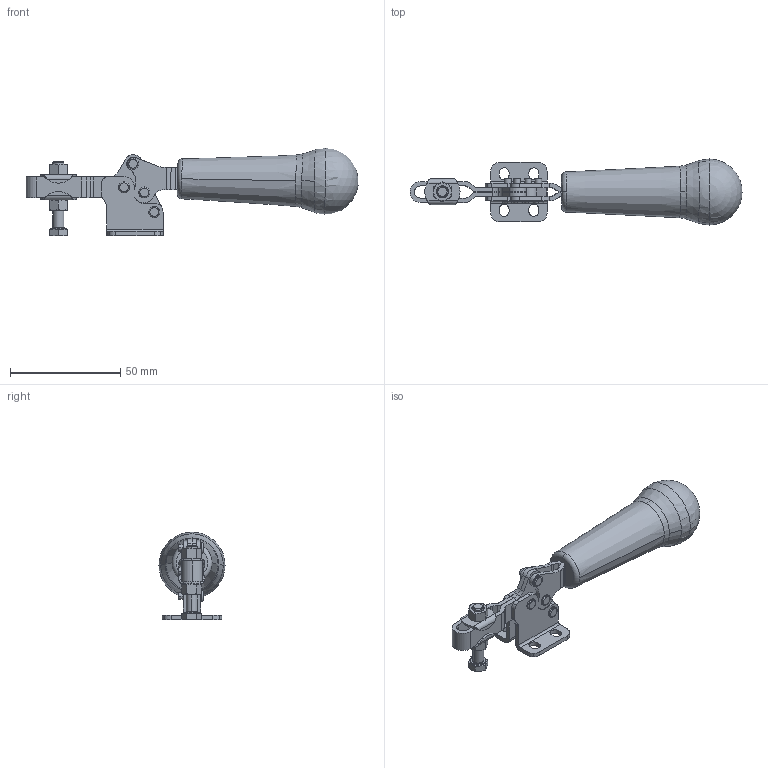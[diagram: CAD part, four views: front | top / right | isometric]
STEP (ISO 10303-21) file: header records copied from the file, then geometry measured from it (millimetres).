
FILE_DESCRIPTION((''),'2;1');
FILE_NAME('131.0.stp','2005-09-27T16:33:16',('Kysilko'),(''),'Autodesk Inventor 8','Autodesk Inventor 8','');
FILE_SCHEMA(('AUTOMOTIVE_DESIGN { 1 0 10303 214 1 1 1 1 }'));
Length unit declared in the file: millimetre
Products named in the file (1): Part33
Bounding box: 150.68 x 30 x 39.75 mm (x, y, z)
Volume: 41031.3 mm3; surface area: 15129.8 mm2
Topology: 1 solids, 2 shells, 383 faces, 1050 edges, 665 vertices
Faces by surface type: plane 107, cylinder 106, bspline 104, cone 54, torus 10, sphere 2
Entity records: 14587 total; most frequent: CARTESIAN_POINT 5063, ORIENTED_EDGE 2074, DIRECTION 1977, EDGE_CURVE 1037, AXIS2_PLACEMENT_3D 748, VERTEX_POINT 664, VECTOR 481, LINE 481
